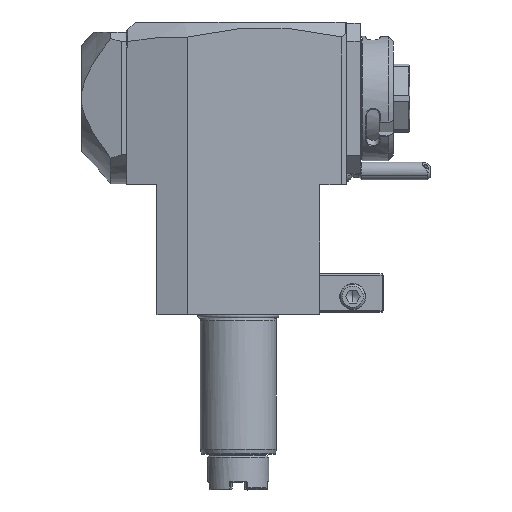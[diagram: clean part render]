
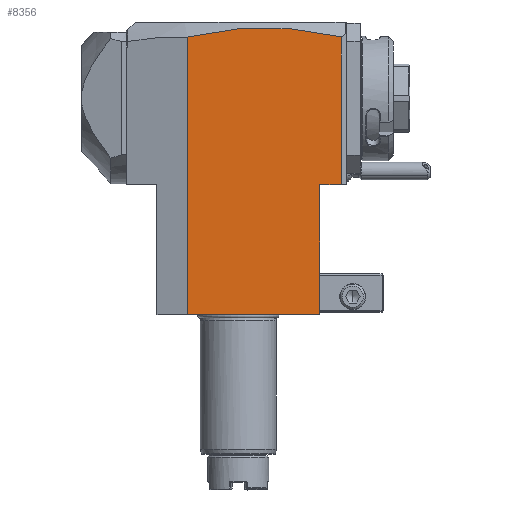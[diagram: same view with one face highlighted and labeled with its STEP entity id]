
A CAD part, top view. The second image highlights one B-rep face of the part: STEP entity #8356.
In plain terms, the highlighted planar face has unit normal (0, 0, 1).
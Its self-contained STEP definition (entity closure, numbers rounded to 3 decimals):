
#1=DIRECTION('',(-1.,0.,0.));
#2=VECTOR('',#1,52.);
#3=CARTESIAN_POINT('',(32.,0.,32.));
#4=LINE('',#3,#2);
#155=DIRECTION('',(-1.,0.,0.));
#156=VECTOR('',#155,8.5);
#157=CARTESIAN_POINT('',(40.5,51.,32.));
#158=LINE('',#157,#156);
#159=CARTESIAN_POINT('',(40.5,109.133,32.));
#160=CARTESIAN_POINT('',(35.458,110.345,32.));
#161=CARTESIAN_POINT('',(25.373,112.145,32.));
#162=CARTESIAN_POINT('',(10.247,113.032,32.));
#163=CARTESIAN_POINT('',(-4.877,112.124,32.));
#164=CARTESIAN_POINT('',(-14.959,110.311,32.));
#165=CARTESIAN_POINT('',(-20.,109.092,32.));
#171=DIRECTION('',(0.,1.,0.));
#172=VECTOR('',#171,58.133);
#173=CARTESIAN_POINT('',(40.5,51.,32.));
#174=LINE('',#173,#172);
#398=DIRECTION('',(0.,-1.,0.));
#399=VECTOR('',#398,109.092);
#400=CARTESIAN_POINT('',(-20.,109.092,32.));
#401=LINE('',#400,#399);
#938=DIRECTION('',(0.,1.,0.));
#939=VECTOR('',#938,51.);
#940=CARTESIAN_POINT('',(32.,0.,32.));
#941=LINE('',#940,#939);
#7746=VERTEX_POINT('',#159);
#7747=VERTEX_POINT('',#165);
#8118=CARTESIAN_POINT('',(40.5,51.,32.));
#8119=VERTEX_POINT('',#8118);
#8124=CARTESIAN_POINT('',(32.,0.,32.));
#8125=CARTESIAN_POINT('',(-20.,0.,32.));
#8126=VERTEX_POINT('',#8124);
#8127=VERTEX_POINT('',#8125);
#8304=CARTESIAN_POINT('',(32.,51.,32.));
#8305=VERTEX_POINT('',#8304);
#8338=CARTESIAN_POINT('',(-35.103,51.,32.));
#8339=DIRECTION('',(0.,0.,1.));
#8340=DIRECTION('',(1.,0.,0.));
#8341=AXIS2_PLACEMENT_3D('',#8338,#8339,#8340);
#8342=PLANE('',#8341);
#8344=ORIENTED_EDGE('',*,*,#8343,.F.);
#8346=ORIENTED_EDGE('',*,*,#8345,.T.);
#8348=ORIENTED_EDGE('',*,*,#8347,.F.);
#8349=ORIENTED_EDGE('',*,*,#8311,.T.);
#8351=ORIENTED_EDGE('',*,*,#8350,.F.);
#8353=ORIENTED_EDGE('',*,*,#8352,.F.);
#8354=EDGE_LOOP('',(#8344,#8346,#8348,#8349,#8351,#8353));
#8355=FACE_OUTER_BOUND('',#8354,.F.);
#166=B_SPLINE_CURVE_WITH_KNOTS('',3,(#159,#160,#161,#162,#163,#164,#165),
.UNSPECIFIED.,.F.,.F.,(4,1,1,1,4),(0.,0.25,0.5,0.75,1.),
.UNSPECIFIED.);
#8311=EDGE_CURVE('',#8126,#8127,#4,.T.);
#8343=EDGE_CURVE('',#8119,#7746,#174,.T.);
#8345=EDGE_CURVE('',#8119,#8305,#158,.T.);
#8347=EDGE_CURVE('',#8126,#8305,#941,.T.);
#8350=EDGE_CURVE('',#7747,#8127,#401,.T.);
#8352=EDGE_CURVE('',#7746,#7747,#166,.T.);
#8356=ADVANCED_FACE('',(#8355),#8342,.T.);
